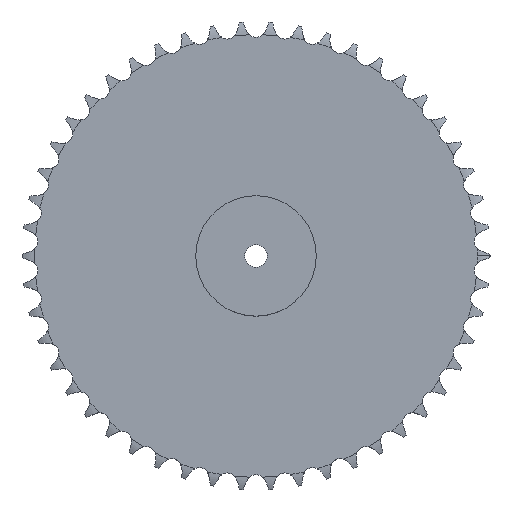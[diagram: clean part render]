
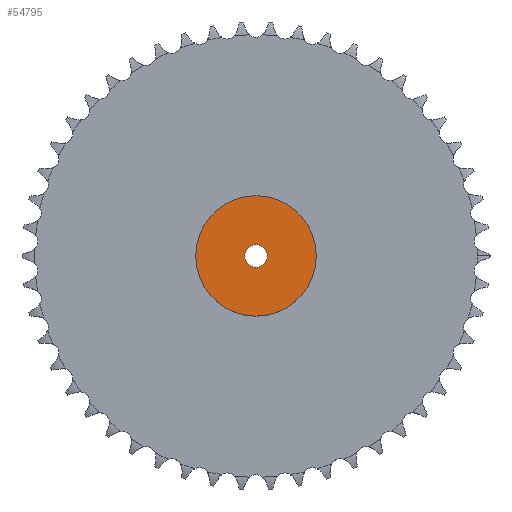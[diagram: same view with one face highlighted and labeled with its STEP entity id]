
A CAD part, top view. The second image highlights one B-rep face of the part: STEP entity #54795.
In plain terms, the highlighted planar face has unit normal (0, 0, 1).
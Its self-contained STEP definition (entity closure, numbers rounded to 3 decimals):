
#5904 = CYLINDRICAL_SURFACE('',#5905,80.);
#5905 = AXIS2_PLACEMENT_3D('',#5906,#5907,#5908);
#5906 = CARTESIAN_POINT('',(0.,0.,0.));
#5907 = DIRECTION('',(-0.,-0.,-1.));
#5908 = DIRECTION('',(1.,0.,0.));
#34246 = VERTEX_POINT('',#34247);
#34247 = CARTESIAN_POINT('',(80.,0.,90.));
#34268 = EDGE_CURVE('',#34246,#34246,#34269,.T.);
#34269 = SURFACE_CURVE('',#34270,(#34275,#34282),.PCURVE_S1.);
#34270 = CIRCLE('',#34271,80.);
#34271 = AXIS2_PLACEMENT_3D('',#34272,#34273,#34274);
#34272 = CARTESIAN_POINT('',(0.,0.,90.));
#34273 = DIRECTION('',(0.,0.,1.));
#34274 = DIRECTION('',(1.,0.,0.));
#34275 = PCURVE('',#5904,#34276);
#34276 = DEFINITIONAL_REPRESENTATION('',(#34277),#34281);
#34277 = LINE('',#34278,#34279);
#34278 = CARTESIAN_POINT('',(-0.,-90.));
#34279 = VECTOR('',#34280,1.);
#34280 = DIRECTION('',(-1.,0.));
#34281 = ( GEOMETRIC_REPRESENTATION_CONTEXT(2) 
PARAMETRIC_REPRESENTATION_CONTEXT() REPRESENTATION_CONTEXT('2D SPACE',''
  ) );
#34282 = PCURVE('',#34283,#34288);
#34283 = PLANE('',#34284);
#34284 = AXIS2_PLACEMENT_3D('',#34285,#34286,#34287);
#34285 = CARTESIAN_POINT('',(0.,0.,90.)
  );
#34286 = DIRECTION('',(0.,0.,1.));
#34287 = DIRECTION('',(1.,0.,0.));
#34288 = DEFINITIONAL_REPRESENTATION('',(#34289),#34293);
#34289 = CIRCLE('',#34290,80.);
#34290 = AXIS2_PLACEMENT_2D('',#34291,#34292);
#34291 = CARTESIAN_POINT('',(0.,0.));
#34292 = DIRECTION('',(1.,0.));
#34293 = ( GEOMETRIC_REPRESENTATION_CONTEXT(2) 
PARAMETRIC_REPRESENTATION_CONTEXT() REPRESENTATION_CONTEXT('2D SPACE',''
  ) );
#46476 = CYLINDRICAL_SURFACE('',#46477,15.);
#46477 = AXIS2_PLACEMENT_3D('',#46478,#46479,#46480);
#46478 = CARTESIAN_POINT('',(0.,0.,921.343));
#46479 = DIRECTION('',(0.,0.,1.));
#46480 = DIRECTION('',(1.,0.,0.));
#54795 = ADVANCED_FACE('',(#54796,#54799),#34283,.T.);
#54796 = FACE_BOUND('',#54797,.T.);
#54797 = EDGE_LOOP('',(#54798));
#54798 = ORIENTED_EDGE('',*,*,#34268,.T.);
#54799 = FACE_BOUND('',#54800,.T.);
#54800 = EDGE_LOOP('',(#54801));
#54801 = ORIENTED_EDGE('',*,*,#54802,.F.);
#54802 = EDGE_CURVE('',#54803,#54803,#54805,.T.);
#54803 = VERTEX_POINT('',#54804);
#54804 = CARTESIAN_POINT('',(15.,0.,90.));
#54805 = SURFACE_CURVE('',#54806,(#54811,#54818),.PCURVE_S1.);
#54806 = CIRCLE('',#54807,15.);
#54807 = AXIS2_PLACEMENT_3D('',#54808,#54809,#54810);
#54808 = CARTESIAN_POINT('',(0.,0.,90.));
#54809 = DIRECTION('',(0.,0.,1.));
#54810 = DIRECTION('',(1.,0.,0.));
#54811 = PCURVE('',#34283,#54812);
#54812 = DEFINITIONAL_REPRESENTATION('',(#54813),#54817);
#54813 = CIRCLE('',#54814,15.);
#54814 = AXIS2_PLACEMENT_2D('',#54815,#54816);
#54815 = CARTESIAN_POINT('',(0.,0.));
#54816 = DIRECTION('',(1.,0.));
#54817 = ( GEOMETRIC_REPRESENTATION_CONTEXT(2) 
PARAMETRIC_REPRESENTATION_CONTEXT() REPRESENTATION_CONTEXT('2D SPACE',''
  ) );
#54818 = PCURVE('',#46476,#54819);
#54819 = DEFINITIONAL_REPRESENTATION('',(#54820),#54824);
#54820 = LINE('',#54821,#54822);
#54821 = CARTESIAN_POINT('',(0.,-831.343));
#54822 = VECTOR('',#54823,1.);
#54823 = DIRECTION('',(1.,0.));
#54824 = ( GEOMETRIC_REPRESENTATION_CONTEXT(2) 
PARAMETRIC_REPRESENTATION_CONTEXT() REPRESENTATION_CONTEXT('2D SPACE',''
  ) );
